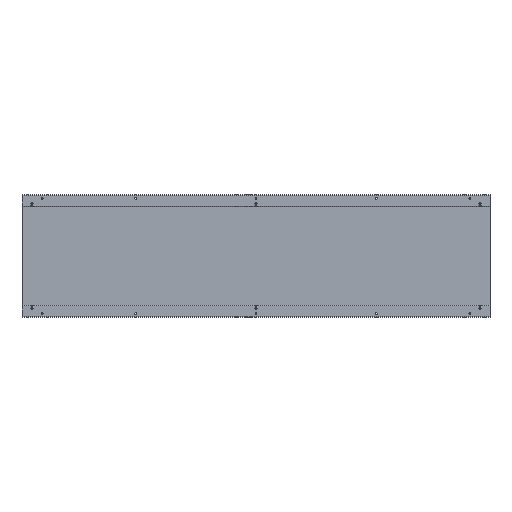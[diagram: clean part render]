
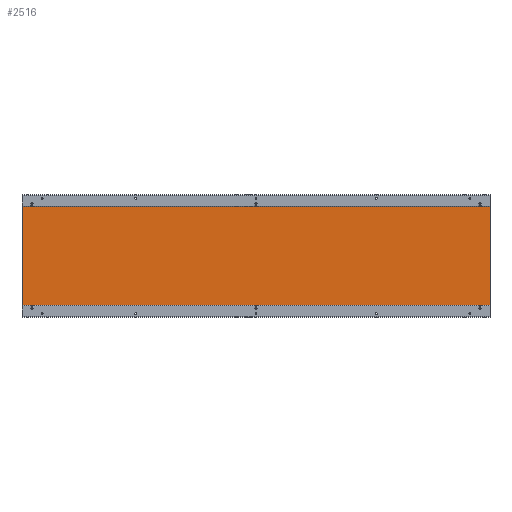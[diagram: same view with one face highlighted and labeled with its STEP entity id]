
A CAD part, top view. The second image highlights one B-rep face of the part: STEP entity #2516.
In plain terms, the highlighted planar face has unit normal (0, 0, 1).
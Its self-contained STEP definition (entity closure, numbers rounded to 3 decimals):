
#1 = DIRECTION ( 'NONE',  ( 0., 0., 1. ) ) ;
#7 = EDGE_CURVE ( 'NONE', #2208, #1445, #452, .T. ) ;
#18 = CARTESIAN_POINT ( 'NONE',  ( 567.309, 130.175, 2.997 ) ) ;
#128 = VECTOR ( 'NONE', #2485, 1000. ) ;
#160 = DIRECTION ( 'NONE',  ( -1., 0., 0. ) ) ;
#172 = DIRECTION ( 'NONE',  ( 0., 0., 1. ) ) ;
#214 = CARTESIAN_POINT ( 'NONE',  ( 0., -130.175, 2.997 ) ) ;
#215 = ORIENTED_EDGE ( 'NONE', *, *, #1726, .F. ) ;
#251 = CARTESIAN_POINT ( 'NONE',  ( -2.489, -130.175, 2.997 ) ) ;
#299 = CARTESIAN_POINT ( 'NONE',  ( 592.709, -138.112, 2.997 ) ) ;
#309 = EDGE_LOOP ( 'NONE', ( #1799, #986, #997, #1013 ) ) ;
#332 = DIRECTION ( 'NONE',  ( 0., 0., 1. ) ) ;
#365 = EDGE_CURVE ( 'NONE', #2909, #913, #3950, .T. ) ;
#373 = VERTEX_POINT ( 'NONE', #734 ) ;
#399 = EDGE_LOOP ( 'NONE', ( #3915, #951 ) ) ;
#408 = DIRECTION ( 'NONE',  ( 1., 0., 0. ) ) ;
#443 = CIRCLE ( 'NONE', #3987, 2.489 ) ;
#452 = CIRCLE ( 'NONE', #1988, 2.489 ) ;
#453 = FACE_BOUND ( 'NONE', #499, .T. ) ;
#464 = EDGE_LOOP ( 'NONE', ( #1007, #215 ) ) ;
#466 = DIRECTION ( 'NONE',  ( 0., 0., 1. ) ) ;
#481 = CARTESIAN_POINT ( 'NONE',  ( 567.309, -130.175, 2.997 ) ) ;
#499 = EDGE_LOOP ( 'NONE', ( #3882, #2387 ) ) ;
#506 = DIRECTION ( 'NONE',  ( 0., 0., 1. ) ) ;
#508 = CARTESIAN_POINT ( 'NONE',  ( 0., 130.175, 2.997 ) ) ;
#511 = CARTESIAN_POINT ( 'NONE',  ( -567.309, 130.175, 2.997 ) ) ;
#529 = VERTEX_POINT ( 'NONE', #3306 ) ;
#587 = EDGE_CURVE ( 'NONE', #2484, #2392, #1648, .T. ) ;
#699 = CIRCLE ( 'NONE', #3576, 2.489 ) ;
#723 = EDGE_LOOP ( 'NONE', ( #3536, #2036 ) ) ;
#734 = CARTESIAN_POINT ( 'NONE',  ( 2.489, 130.175, 2.997 ) ) ;
#741 = DIRECTION ( 'NONE',  ( -1., 0., 0. ) ) ;
#743 = EDGE_CURVE ( 'NONE', #2906, #529, #1246, .T. ) ;
#759 = DIRECTION ( 'NONE',  ( 0., 0., 1. ) ) ;
#788 = CARTESIAN_POINT ( 'NONE',  ( 0., -130.175, 2.997 ) ) ;
#843 = FACE_BOUND ( 'NONE', #2464, .T. ) ;
#882 = DIRECTION ( 'NONE',  ( 1., 0., 0. ) ) ;
#888 = DIRECTION ( 'NONE',  ( 0., 0., 1. ) ) ;
#897 = CARTESIAN_POINT ( 'NONE',  ( -567.309, 130.175, 2.997 ) ) ;
#907 = CARTESIAN_POINT ( 'NONE',  ( 567.309, -130.175, 2.997 ) ) ;
#913 = VERTEX_POINT ( 'NONE', #936 ) ;
#936 = CARTESIAN_POINT ( 'NONE',  ( 564.82, -130.175, 2.997 ) ) ;
#948 = AXIS2_PLACEMENT_3D ( 'NONE', #1546, #2473, #3040 ) ;
#951 = ORIENTED_EDGE ( 'NONE', *, *, #3825, .F. ) ;
#957 = LINE ( 'NONE', #1763, #3854 ) ;
#959 = CIRCLE ( 'NONE', #948, 2.489 ) ;
#971 = ORIENTED_EDGE ( 'NONE', *, *, #3751, .F. ) ;
#986 = ORIENTED_EDGE ( 'NONE', *, *, #1072, .T. ) ;
#997 = ORIENTED_EDGE ( 'NONE', *, *, #587, .T. ) ;
#1007 = ORIENTED_EDGE ( 'NONE', *, *, #365, .F. ) ;
#1013 = ORIENTED_EDGE ( 'NONE', *, *, #4025, .T. ) ;
#1072 = EDGE_CURVE ( 'NONE', #2219, #2484, #957, .T. ) ;
#1246 = CIRCLE ( 'NONE', #1737, 2.489 ) ;
#1327 = DIRECTION ( 'NONE',  ( 1., 0., 0. ) ) ;
#1338 = EDGE_CURVE ( 'NONE', #3050, #373, #3498, .T. ) ;
#1413 = AXIS2_PLACEMENT_3D ( 'NONE', #214, #172, #160 ) ;
#1418 = AXIS2_PLACEMENT_3D ( 'NONE', #3103, #506, #2681 ) ;
#1445 = VERTEX_POINT ( 'NONE', #3223 ) ;
#1546 = CARTESIAN_POINT ( 'NONE',  ( -567.309, -130.175, 2.997 ) ) ;
#1645 = CARTESIAN_POINT ( 'NONE',  ( 592.709, 138.113, 2.997 ) ) ;
#1648 = LINE ( 'NONE', #3699, #2952 ) ;
#1653 = AXIS2_PLACEMENT_3D ( 'NONE', #3205, #3185, #3157 ) ;
#1664 = CIRCLE ( 'NONE', #1653, 2.489 ) ;
#1667 = FACE_BOUND ( 'NONE', #723, .T. ) ;
#1688 = AXIS2_PLACEMENT_3D ( 'NONE', #511, #3750, #1327 ) ;
#1692 = CIRCLE ( 'NONE', #1688, 2.489 ) ;
#1726 = EDGE_CURVE ( 'NONE', #913, #2909, #2252, .T. ) ;
#1737 = AXIS2_PLACEMENT_3D ( 'NONE', #2411, #332, #2838 ) ;
#1763 = CARTESIAN_POINT ( 'NONE',  ( 592.709, -138.112, 2.997 ) ) ;
#1786 = ORIENTED_EDGE ( 'NONE', *, *, #1338, .F. ) ;
#1799 = ORIENTED_EDGE ( 'NONE', *, *, #3324, .T. ) ;
#1986 = VECTOR ( 'NONE', #2604, 1000. ) ;
#1988 = AXIS2_PLACEMENT_3D ( 'NONE', #897, #888, #882 ) ;
#2001 = DIRECTION ( 'NONE',  ( 0., 0., 1. ) ) ;
#2036 = ORIENTED_EDGE ( 'NONE', *, *, #2309, .F. ) ;
#2105 = DIRECTION ( 'NONE',  ( 1., 0., 0. ) ) ;
#2208 = VERTEX_POINT ( 'NONE', #3547 ) ;
#2219 = VERTEX_POINT ( 'NONE', #4009 ) ;
#2252 = CIRCLE ( 'NONE', #2435, 2.489 ) ;
#2262 = EDGE_CURVE ( 'NONE', #1445, #2208, #1692, .T. ) ;
#2269 = DIRECTION ( 'NONE',  ( 1., 0., 0. ) ) ;
#2276 = FACE_BOUND ( 'NONE', #2710, .T. ) ;
#2286 = VERTEX_POINT ( 'NONE', #3931 ) ;
#2309 = EDGE_CURVE ( 'NONE', #4031, #2286, #1664, .T. ) ;
#2324 = DIRECTION ( 'NONE',  ( 0., 1., 0. ) ) ;
#2387 = ORIENTED_EDGE ( 'NONE', *, *, #7, .F. ) ;
#2392 = VERTEX_POINT ( 'NONE', #1645 ) ;
#2411 = CARTESIAN_POINT ( 'NONE',  ( 567.309, 130.175, 2.997 ) ) ;
#2435 = AXIS2_PLACEMENT_3D ( 'NONE', #481, #466, #408 ) ;
#2464 = EDGE_LOOP ( 'NONE', ( #971, #1786 ) ) ;
#2473 = DIRECTION ( 'NONE',  ( 0., 0., 1. ) ) ;
#2484 = VERTEX_POINT ( 'NONE', #299 ) ;
#2485 = DIRECTION ( 'NONE',  ( 0., -1., 0. ) ) ;
#2516 = ADVANCED_FACE ( 'NONE', ( #453, #2276, #3028, #1667, #3897, #843, #2895 ), #3372, .T. ) ;
#2527 = CARTESIAN_POINT ( 'NONE',  ( -592.709, -138.113, 2.997 ) ) ;
#2587 = LINE ( 'NONE', #2527, #128 ) ;
#2591 = CARTESIAN_POINT ( 'NONE',  ( -569.798, -130.175, 2.997 ) ) ;
#2595 = CARTESIAN_POINT ( 'NONE',  ( 2.489, -130.175, 2.997 ) ) ;
#2604 = DIRECTION ( 'NONE',  ( -1., 0., 0. ) ) ;
#2625 = CARTESIAN_POINT ( 'NONE',  ( 592.709, 138.113, 2.997 ) ) ;
#2628 = ORIENTED_EDGE ( 'NONE', *, *, #743, .F. ) ;
#2629 = DIRECTION ( 'NONE',  ( 1., 0., 0. ) ) ;
#2653 = LINE ( 'NONE', #2625, #1986 ) ;
#2681 = DIRECTION ( 'NONE',  ( 1., 0., 0. ) ) ;
#2690 = VERTEX_POINT ( 'NONE', #2595 ) ;
#2704 = DIRECTION ( 'NONE',  ( 0., 0., 1. ) ) ;
#2710 = EDGE_LOOP ( 'NONE', ( #2628, #2937 ) ) ;
#2724 = CARTESIAN_POINT ( 'NONE',  ( 0., 130.175, 2.997 ) ) ;
#2736 = AXIS2_PLACEMENT_3D ( 'NONE', #18, #1, #4064 ) ;
#2779 = CARTESIAN_POINT ( 'NONE',  ( 569.798, -130.175, 2.997 ) ) ;
#2829 = CARTESIAN_POINT ( 'NONE',  ( -592.709, 138.112, 2.997 ) ) ;
#2838 = DIRECTION ( 'NONE',  ( -1., 0., 0. ) ) ;
#2870 = DIRECTION ( 'NONE',  ( 1., 0., 0. ) ) ;
#2876 = EDGE_CURVE ( 'NONE', #2286, #4031, #959, .T. ) ;
#2895 = FACE_OUTER_BOUND ( 'NONE', #309, .T. ) ;
#2906 = VERTEX_POINT ( 'NONE', #3542 ) ;
#2909 = VERTEX_POINT ( 'NONE', #2779 ) ;
#2937 = ORIENTED_EDGE ( 'NONE', *, *, #3885, .F. ) ;
#2952 = VECTOR ( 'NONE', #2324, 1000. ) ;
#3028 = FACE_BOUND ( 'NONE', #464, .T. ) ;
#3040 = DIRECTION ( 'NONE',  ( -1., 0., 0. ) ) ;
#3050 = VERTEX_POINT ( 'NONE', #3738 ) ;
#3081 = DIRECTION ( 'NONE',  ( 0., 0., 1. ) ) ;
#3103 = CARTESIAN_POINT ( 'NONE',  ( -592.709, 138.112, 2.997 ) ) ;
#3157 = DIRECTION ( 'NONE',  ( -1., 0., 0. ) ) ;
#3185 = DIRECTION ( 'NONE',  ( 0., 0., 1. ) ) ;
#3205 = CARTESIAN_POINT ( 'NONE',  ( -567.309, -130.175, 2.997 ) ) ;
#3223 = CARTESIAN_POINT ( 'NONE',  ( -564.82, 130.175, 2.997 ) ) ;
#3306 = CARTESIAN_POINT ( 'NONE',  ( 564.82, 130.175, 2.997 ) ) ;
#3324 = EDGE_CURVE ( 'NONE', #3604, #2219, #2587, .T. ) ;
#3372 = PLANE ( 'NONE',  #1418 ) ;
#3428 = AXIS2_PLACEMENT_3D ( 'NONE', #508, #2001, #2269 ) ;
#3483 = VERTEX_POINT ( 'NONE', #251 ) ;
#3484 = EDGE_CURVE ( 'NONE', #2690, #3483, #3560, .T. ) ;
#3498 = CIRCLE ( 'NONE', #3428, 2.489 ) ;
#3536 = ORIENTED_EDGE ( 'NONE', *, *, #2876, .F. ) ;
#3542 = CARTESIAN_POINT ( 'NONE',  ( 569.798, 130.175, 2.997 ) ) ;
#3547 = CARTESIAN_POINT ( 'NONE',  ( -569.798, 130.175, 2.997 ) ) ;
#3560 = CIRCLE ( 'NONE', #1413, 2.489 ) ;
#3576 = AXIS2_PLACEMENT_3D ( 'NONE', #2724, #2704, #2629 ) ;
#3604 = VERTEX_POINT ( 'NONE', #2829 ) ;
#3699 = CARTESIAN_POINT ( 'NONE',  ( 592.709, -138.112, 2.997 ) ) ;
#3708 = CIRCLE ( 'NONE', #2736, 2.489 ) ;
#3738 = CARTESIAN_POINT ( 'NONE',  ( -2.489, 130.175, 2.997 ) ) ;
#3750 = DIRECTION ( 'NONE',  ( 0., 0., 1. ) ) ;
#3751 = EDGE_CURVE ( 'NONE', #373, #3050, #699, .T. ) ;
#3825 = EDGE_CURVE ( 'NONE', #3483, #2690, #443, .T. ) ;
#3854 = VECTOR ( 'NONE', #2105, 1000. ) ;
#3882 = ORIENTED_EDGE ( 'NONE', *, *, #2262, .F. ) ;
#3885 = EDGE_CURVE ( 'NONE', #529, #2906, #3708, .T. ) ;
#3897 = FACE_BOUND ( 'NONE', #399, .T. ) ;
#3915 = ORIENTED_EDGE ( 'NONE', *, *, #3484, .F. ) ;
#3931 = CARTESIAN_POINT ( 'NONE',  ( -564.82, -130.175, 2.997 ) ) ;
#3950 = CIRCLE ( 'NONE', #3954, 2.489 ) ;
#3954 = AXIS2_PLACEMENT_3D ( 'NONE', #907, #3081, #2870 ) ;
#3987 = AXIS2_PLACEMENT_3D ( 'NONE', #788, #759, #741 ) ;
#4009 = CARTESIAN_POINT ( 'NONE',  ( -592.709, -138.113, 2.997 ) ) ;
#4025 = EDGE_CURVE ( 'NONE', #2392, #3604, #2653, .T. ) ;
#4031 = VERTEX_POINT ( 'NONE', #2591 ) ;
#4064 = DIRECTION ( 'NONE',  ( -1., 0., 0. ) ) ;
